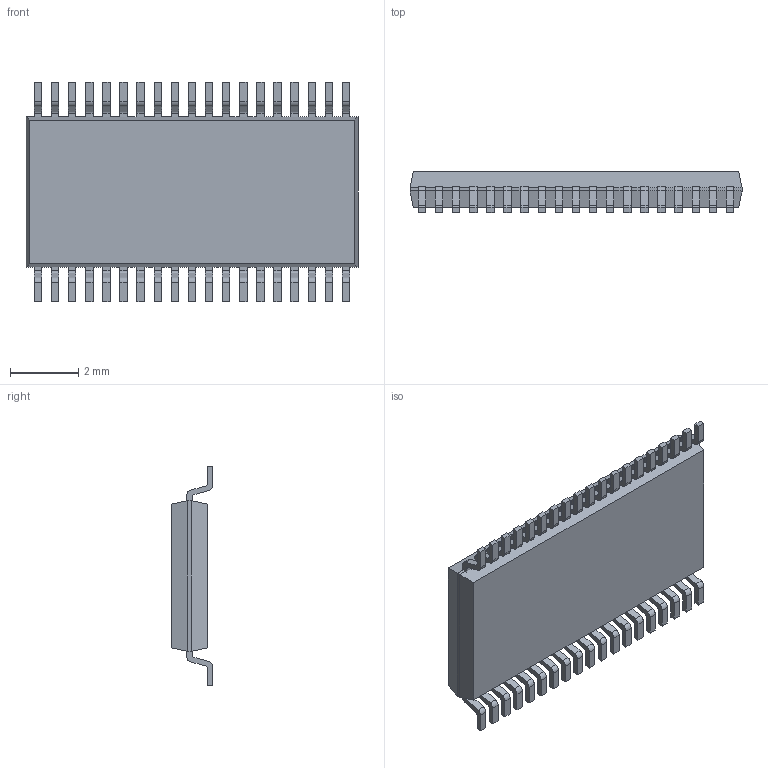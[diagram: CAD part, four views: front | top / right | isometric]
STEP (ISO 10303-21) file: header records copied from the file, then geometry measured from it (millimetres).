
FILE_DESCRIPTION (( 'STEP AP214' ), '1' );
FILE_NAME ('User Library-TSSOP-38-1.STEP', '2017-01-13T10:45:57', ( 'Windows User' ), ( '' ), 'SwSTEP 2.0', 'SolidWorks 2017', '' );
FILE_SCHEMA (( 'AUTOMOTIVE_DESIGN' ));
Length unit declared in the file: millimetre
Products named in the file (4): User Library-TSSOP-38-1__X2_041D043E0436043A0430_X0_; User Library-TSSOP-38-1__X2_041C04350442043A0430_X0_; User Library-TSSOP-38-1__X2_041A043E0440043F04430441_X0_; User Library-TSSOP-38-1
Assembly tree (21 placements, depth 2):
  User Library-TSSOP-38-1
    User Library-TSSOP-38-1__X2_041A043E0440043F04430441_X0_
    User Library-TSSOP-38-1__X2_041C04350442043A0430_X0_
    User Library-TSSOP-38-1__X2_041D043E0436043A0430_X0_  x19
Bounding box: 9.7 x 1.2 x 6.4 mm (x, y, z)
Volume: 45.4 mm3; surface area: 156.4 mm2
Topology: 40 solids, 40 shells, 553 faces, 1408 edges, 936 vertices
Faces by surface type: plane 397, cylinder 156
Entity records: 2212 total; most frequent: DIRECTION 282, CARTESIAN_POINT 257, ORIENTED_EDGE 224, EDGE_CURVE 112, AXIS2_PLACEMENT_3D 97, VECTOR 88, LINE 88, VERTEX_POINT 72
